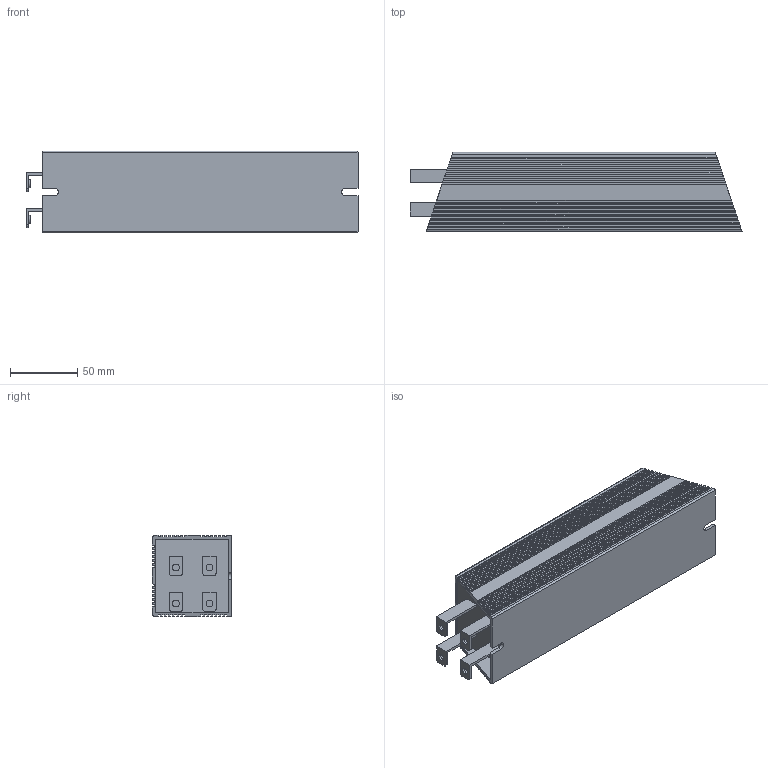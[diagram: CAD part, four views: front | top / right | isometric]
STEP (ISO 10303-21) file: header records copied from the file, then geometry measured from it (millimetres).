
FILE_DESCRIPTION (( 'STEP AP214' ), '1' );
FILE_NAME ('APCS-600R140-AD.STEP', '2022-03-16T21:46:53', ( '' ), ( '' ), 'SwSTEP 2.0', 'SolidWorks 2021', '' );
FILE_SCHEMA (( 'AUTOMOTIVE_DESIGN' ));
Length unit declared in the file: inch
Products named in the file (1): APCS-600R140-AD
Bounding box: 246.97 x 59 x 60.98 mm (x, y, z)
Volume: 697478.8 mm3; surface area: 88531.7 mm2
Topology: 1 solids, 1 shells, 322 faces, 936 edges, 624 vertices
Faces by surface type: plane 212, bspline 92, cylinder 18
Entity records: 11428 total; most frequent: CARTESIAN_POINT 3463, ORIENTED_EDGE 1872, DIRECTION 1250, EDGE_CURVE 936, VECTOR 716, LINE 716, VERTEX_POINT 624, EDGE_LOOP 338
